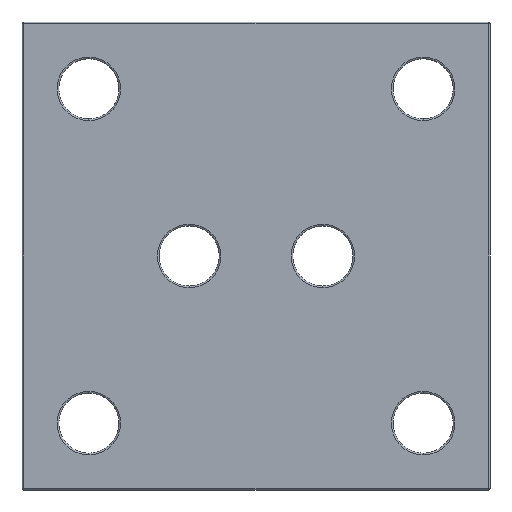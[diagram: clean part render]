
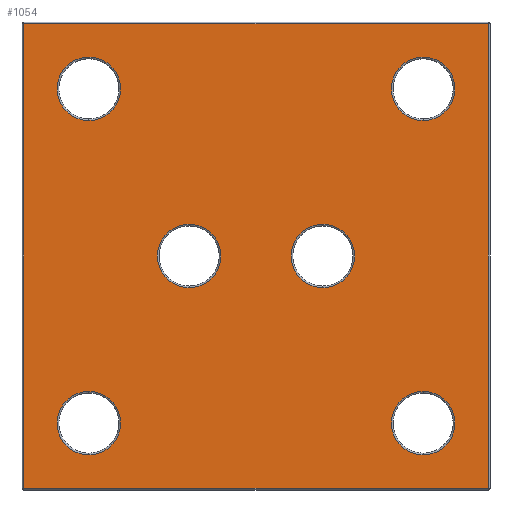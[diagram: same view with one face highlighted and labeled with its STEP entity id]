
A CAD part, front view. The second image highlights one B-rep face of the part: STEP entity #1054.
In plain terms, the highlighted planar face has unit normal (0, -1, 0).
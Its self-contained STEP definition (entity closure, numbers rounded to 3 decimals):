
#159 = ORIENTED_EDGE ( 'NONE', *, *, #997, .T. ) ;
#202 = AXIS2_PLACEMENT_3D ( 'NONE', #1181, #1182, #1183 ) ;
#216 = CIRCLE ( 'NONE', #202, 4.75 ) ;
#278 = CIRCLE ( 'NONE', #446, 4.75 ) ;
#280 = VECTOR ( 'NONE', #1667, 1000. ) ;
#290 = CIRCLE ( 'NONE', #298, 4.75 ) ;
#295 = CIRCLE ( 'NONE', #346, 4.75 ) ;
#298 = AXIS2_PLACEMENT_3D ( 'NONE', #1673, #1674, #1675 ) ;
#310 = AXIS2_PLACEMENT_3D ( 'NONE', #2145, #2146, #2147 ) ;
#312 = AXIS2_PLACEMENT_3D ( 'NONE', #571, #572, #573 ) ;
#320 = CIRCLE ( 'NONE', #310, 4.75 ) ;
#321 = CIRCLE ( 'NONE', #312, 4.75 ) ;
#335 = VECTOR ( 'NONE', #546, 1000. ) ;
#341 = CIRCLE ( 'NONE', #462, 4.75 ) ;
#346 = AXIS2_PLACEMENT_3D ( 'NONE', #1687, #1688, #1689 ) ;
#349 = CIRCLE ( 'NONE', #412, 4.75 ) ;
#362 = CIRCLE ( 'NONE', #418, 4.75 ) ;
#379 = CIRCLE ( 'NONE', #445, 4.75 ) ;
#395 = VECTOR ( 'NONE', #1676, 1000. ) ;
#406 = CIRCLE ( 'NONE', #423, 4.75 ) ;
#412 = AXIS2_PLACEMENT_3D ( 'NONE', #735, #736, #737 ) ;
#415 = VECTOR ( 'NONE', #2148, 1000. ) ;
#418 = AXIS2_PLACEMENT_3D ( 'NONE', #1760, #1761, #1762 ) ;
#423 = AXIS2_PLACEMENT_3D ( 'NONE', #2121, #2122, #2123 ) ;
#445 = AXIS2_PLACEMENT_3D ( 'NONE', #1683, #1684, #1685 ) ;
#446 = AXIS2_PLACEMENT_3D ( 'NONE', #1657, #1658, #1659 ) ;
#459 = AXIS2_PLACEMENT_3D ( 'NONE', #793, #795, #796 ) ;
#462 = AXIS2_PLACEMENT_3D ( 'NONE', #2149, #2150, #2151 ) ;
#538 = CARTESIAN_POINT ( 'NONE',  ( 69.75, 0., 0. ) ) ;
#542 = LINE ( 'NONE', #538, #335 ) ;
#546 = DIRECTION ( 'NONE',  ( 0., 0., 1. ) ) ;
#571 = CARTESIAN_POINT ( 'NONE',  ( 10., 0., -60. ) ) ;
#572 = DIRECTION ( 'NONE',  ( 0., 1., 0. ) ) ;
#573 = DIRECTION ( 'NONE',  ( 0., 0., -1. ) ) ;
#590 = ORIENTED_EDGE ( 'NONE', *, *, #958, .T. ) ;
#661 = VERTEX_POINT ( 'NONE', #1092 ) ;
#665 = VERTEX_POINT ( 'NONE', #704 ) ;
#666 = VERTEX_POINT ( 'NONE', #702 ) ;
#673 = VERTEX_POINT ( 'NONE', #711 ) ;
#702 = CARTESIAN_POINT ( 'NONE',  ( 10., 0., -5.25 ) ) ;
#704 = CARTESIAN_POINT ( 'NONE',  ( 10., 0., -14.75 ) ) ;
#711 = CARTESIAN_POINT ( 'NONE',  ( 69.75, 0., -69.75 ) ) ;
#735 = CARTESIAN_POINT ( 'NONE',  ( 60., 0., -60. ) ) ;
#736 = DIRECTION ( 'NONE',  ( 0., 1., 0. ) ) ;
#737 = DIRECTION ( 'NONE',  ( 0., 0., -1. ) ) ;
#782 = FACE_BOUND ( 'NONE', #1079, .T. ) ;
#786 = FACE_BOUND ( 'NONE', #915, .T. ) ;
#787 = FACE_BOUND ( 'NONE', #911, .T. ) ;
#788 = FACE_BOUND ( 'NONE', #1085, .T. ) ;
#789 = FACE_OUTER_BOUND ( 'NONE', #916, .T. ) ;
#790 = FACE_BOUND ( 'NONE', #910, .T. ) ;
#792 = FACE_BOUND ( 'NONE', #914, .T. ) ;
#793 = CARTESIAN_POINT ( 'NONE',  ( 0., 0., -70. ) ) ;
#794 = PLANE ( 'NONE',  #459 ) ;
#795 = DIRECTION ( 'NONE',  ( 0., -1., 0. ) ) ;
#796 = DIRECTION ( 'NONE',  ( 0., 0., -1. ) ) ;
#910 = EDGE_LOOP ( 'NONE', ( #1238, #590 ) ) ;
#911 = EDGE_LOOP ( 'NONE', ( #1271, #1286 ) ) ;
#914 = EDGE_LOOP ( 'NONE', ( #1488, #1297 ) ) ;
#915 = EDGE_LOOP ( 'NONE', ( #1967, #1307 ) ) ;
#916 = EDGE_LOOP ( 'NONE', ( #1309, #1947, #1282, #1305 ) ) ;
#937 = EDGE_CURVE ( 'NONE', #2240, #2206, #349, .T. ) ;
#958 = EDGE_CURVE ( 'NONE', #666, #665, #406, .T. ) ;
#966 = EDGE_CURVE ( 'NONE', #2219, #2250, #320, .T. ) ;
#967 = EDGE_CURVE ( 'NONE', #2225, #2251, #2144, .T. ) ;
#968 = EDGE_CURVE ( 'NONE', #2206, #2240, #341, .T. ) ;
#982 = EDGE_CURVE ( 'NONE', #673, #2198, #542, .T. ) ;
#991 = EDGE_CURVE ( 'NONE', #2218, #661, #321, .T. ) ;
#997 = EDGE_CURVE ( 'NONE', #2250, #2219, #278, .T. ) ;
#1000 = EDGE_CURVE ( 'NONE', #2251, #673, #1663, .T. ) ;
#1002 = EDGE_CURVE ( 'NONE', #665, #666, #290, .T. ) ;
#1003 = EDGE_CURVE ( 'NONE', #2198, #2225, #1668, .T. ) ;
#1006 = EDGE_CURVE ( 'NONE', #2232, #2193, #379, .T. ) ;
#1007 = EDGE_CURVE ( 'NONE', #2233, #2197, #295, .T. ) ;
#1031 = EDGE_CURVE ( 'NONE', #2197, #2233, #362, .T. ) ;
#1054 = ADVANCED_FACE ( 'NONE', ( #782, #788, #790, #792, #786, #787, #789 ), #794, .T. ) ;
#1079 = EDGE_LOOP ( 'NONE', ( #1275, #1478 ) ) ;
#1085 = EDGE_LOOP ( 'NONE', ( #1291, #159 ) ) ;
#1092 = CARTESIAN_POINT ( 'NONE',  ( 10., 0., -55.25 ) ) ;
#1115 = CARTESIAN_POINT ( 'NONE',  ( 45., 0., -35. ) ) ;
#1116 = DIRECTION ( 'NONE',  ( 0., 1., 0. ) ) ;
#1117 = DIRECTION ( 'NONE',  ( 0., 0., -1. ) ) ;
#1181 = CARTESIAN_POINT ( 'NONE',  ( 10., 0., -60. ) ) ;
#1182 = DIRECTION ( 'NONE',  ( 0., 1., 0. ) ) ;
#1183 = DIRECTION ( 'NONE',  ( 0., 0., -1. ) ) ;
#1238 = ORIENTED_EDGE ( 'NONE', *, *, #1002, .T. ) ;
#1271 = ORIENTED_EDGE ( 'NONE', *, *, #968, .T. ) ;
#1275 = ORIENTED_EDGE ( 'NONE', *, *, #991, .T. ) ;
#1282 = ORIENTED_EDGE ( 'NONE', *, *, #1000, .T. ) ;
#1286 = ORIENTED_EDGE ( 'NONE', *, *, #937, .T. ) ;
#1291 = ORIENTED_EDGE ( 'NONE', *, *, #966, .T. ) ;
#1297 = ORIENTED_EDGE ( 'NONE', *, *, #1031, .T. ) ;
#1305 = ORIENTED_EDGE ( 'NONE', *, *, #982, .T. ) ;
#1307 = ORIENTED_EDGE ( 'NONE', *, *, #2068, .T. ) ;
#1309 = ORIENTED_EDGE ( 'NONE', *, *, #1003, .T. ) ;
#1478 = ORIENTED_EDGE ( 'NONE', *, *, #2086, .T. ) ;
#1488 = ORIENTED_EDGE ( 'NONE', *, *, #1007, .T. ) ;
#1557 = CARTESIAN_POINT ( 'NONE',  ( 60., 0., -5.25 ) ) ;
#1560 = CARTESIAN_POINT ( 'NONE',  ( 45., 0., -30.25 ) ) ;
#1562 = CARTESIAN_POINT ( 'NONE',  ( 69.75, 0., -0.25 ) ) ;
#1569 = CARTESIAN_POINT ( 'NONE',  ( 60., 0., -64.75 ) ) ;
#1581 = CARTESIAN_POINT ( 'NONE',  ( 10., 0., -64.75 ) ) ;
#1582 = CARTESIAN_POINT ( 'NONE',  ( 25., 0., -39.75 ) ) ;
#1588 = CARTESIAN_POINT ( 'NONE',  ( 0.25, 0., -0.25 ) ) ;
#1595 = CARTESIAN_POINT ( 'NONE',  ( 45., 0., -39.75 ) ) ;
#1596 = CARTESIAN_POINT ( 'NONE',  ( 60., 0., -14.75 ) ) ;
#1603 = CARTESIAN_POINT ( 'NONE',  ( 60., 0., -55.25 ) ) ;
#1613 = CARTESIAN_POINT ( 'NONE',  ( 25., 0., -30.25 ) ) ;
#1614 = CARTESIAN_POINT ( 'NONE',  ( 0.25, 0., -69.75 ) ) ;
#1653 = CARTESIAN_POINT ( 'NONE',  ( 70., 0., -69.75 ) ) ;
#1657 = CARTESIAN_POINT ( 'NONE',  ( 25., 0., -35. ) ) ;
#1658 = DIRECTION ( 'NONE',  ( 0., 1., 0. ) ) ;
#1659 = DIRECTION ( 'NONE',  ( 0., 0., -1. ) ) ;
#1663 = LINE ( 'NONE', #1653, #280 ) ;
#1667 = DIRECTION ( 'NONE',  ( 1., 0., 0. ) ) ;
#1668 = LINE ( 'NONE', #1669, #395 ) ;
#1669 = CARTESIAN_POINT ( 'NONE',  ( 0., 0., -0.25 ) ) ;
#1673 = CARTESIAN_POINT ( 'NONE',  ( 10., 0., -10. ) ) ;
#1674 = DIRECTION ( 'NONE',  ( 0., 1., 0. ) ) ;
#1675 = DIRECTION ( 'NONE',  ( 0., 0., -1. ) ) ;
#1676 = DIRECTION ( 'NONE',  ( -1., 0., 0. ) ) ;
#1683 = CARTESIAN_POINT ( 'NONE',  ( 45., 0., -35. ) ) ;
#1684 = DIRECTION ( 'NONE',  ( 0., 1., 0. ) ) ;
#1685 = DIRECTION ( 'NONE',  ( 0., 0., -1. ) ) ;
#1687 = CARTESIAN_POINT ( 'NONE',  ( 60., 0., -10. ) ) ;
#1688 = DIRECTION ( 'NONE',  ( 0., 1., 0. ) ) ;
#1689 = DIRECTION ( 'NONE',  ( 0., 0., -1. ) ) ;
#1760 = CARTESIAN_POINT ( 'NONE',  ( 60., 0., -10. ) ) ;
#1761 = DIRECTION ( 'NONE',  ( 0., 1., 0. ) ) ;
#1762 = DIRECTION ( 'NONE',  ( 0., 0., -1. ) ) ;
#1847 = CIRCLE ( 'NONE', #1885, 4.75 ) ;
#1885 = AXIS2_PLACEMENT_3D ( 'NONE', #1115, #1116, #1117 ) ;
#1947 = ORIENTED_EDGE ( 'NONE', *, *, #967, .T. ) ;
#1967 = ORIENTED_EDGE ( 'NONE', *, *, #1006, .T. ) ;
#2068 = EDGE_CURVE ( 'NONE', #2193, #2232, #1847, .T. ) ;
#2086 = EDGE_CURVE ( 'NONE', #661, #2218, #216, .T. ) ;
#2121 = CARTESIAN_POINT ( 'NONE',  ( 10., 0., -10. ) ) ;
#2122 = DIRECTION ( 'NONE',  ( 0., 1., 0. ) ) ;
#2123 = DIRECTION ( 'NONE',  ( 0., 0., -1. ) ) ;
#2134 = CARTESIAN_POINT ( 'NONE',  ( 0.25, 0., -70. ) ) ;
#2144 = LINE ( 'NONE', #2134, #415 ) ;
#2145 = CARTESIAN_POINT ( 'NONE',  ( 25., 0., -35. ) ) ;
#2146 = DIRECTION ( 'NONE',  ( 0., 1., 0. ) ) ;
#2147 = DIRECTION ( 'NONE',  ( 0., 0., -1. ) ) ;
#2148 = DIRECTION ( 'NONE',  ( 0., 0., -1. ) ) ;
#2149 = CARTESIAN_POINT ( 'NONE',  ( 60., 0., -60. ) ) ;
#2150 = DIRECTION ( 'NONE',  ( 0., 1., 0. ) ) ;
#2151 = DIRECTION ( 'NONE',  ( 0., 0., -1. ) ) ;
#2193 = VERTEX_POINT ( 'NONE', #1560 ) ;
#2197 = VERTEX_POINT ( 'NONE', #1557 ) ;
#2198 = VERTEX_POINT ( 'NONE', #1562 ) ;
#2206 = VERTEX_POINT ( 'NONE', #1569 ) ;
#2218 = VERTEX_POINT ( 'NONE', #1581 ) ;
#2219 = VERTEX_POINT ( 'NONE', #1582 ) ;
#2225 = VERTEX_POINT ( 'NONE', #1588 ) ;
#2232 = VERTEX_POINT ( 'NONE', #1595 ) ;
#2233 = VERTEX_POINT ( 'NONE', #1596 ) ;
#2240 = VERTEX_POINT ( 'NONE', #1603 ) ;
#2250 = VERTEX_POINT ( 'NONE', #1613 ) ;
#2251 = VERTEX_POINT ( 'NONE', #1614 ) ;
